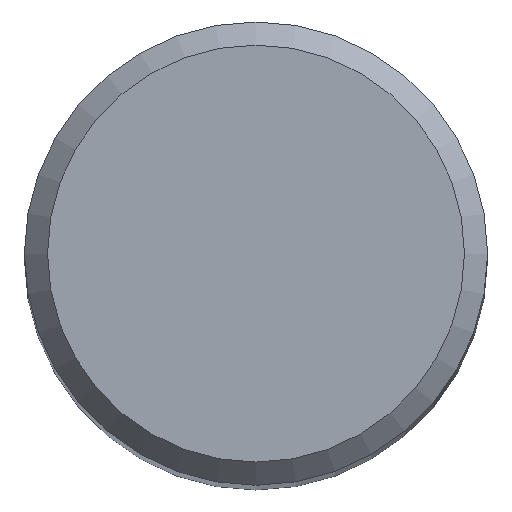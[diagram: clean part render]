
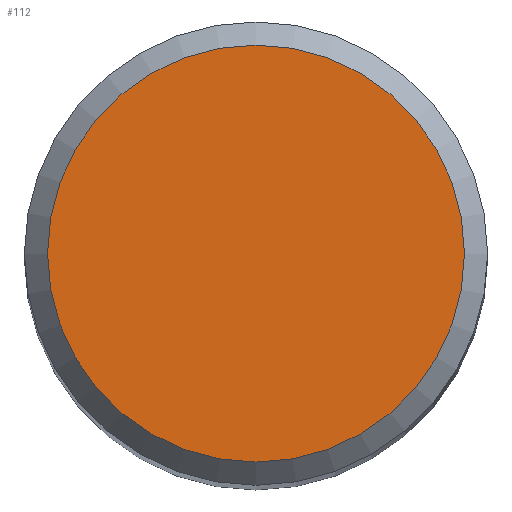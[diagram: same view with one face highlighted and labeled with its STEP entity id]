
A CAD part, top view. The second image highlights one B-rep face of the part: STEP entity #112.
In plain terms, the highlighted planar face has unit normal (0, 0, 1).
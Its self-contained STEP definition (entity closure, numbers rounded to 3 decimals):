
#46 = CARTESIAN_POINT ( 'NONE',  ( 0., 0., 63. ) ) ;
#66 = CARTESIAN_POINT ( 'NONE',  ( 0., 0., 63. ) ) ;
#77 = CIRCLE ( 'NONE', #135, 3.6 ) ;
#83 = VERTEX_POINT ( 'NONE', #180 ) ;
#84 = EDGE_LOOP ( 'NONE', ( #118 ) ) ;
#112 = ADVANCED_FACE ( 'NONE', ( #183 ), #200, .F. ) ;
#118 = ORIENTED_EDGE ( 'NONE', *, *, #147, .F. ) ;
#126 = DIRECTION ( 'NONE',  ( 0., 1., 0. ) ) ;
#135 = AXIS2_PLACEMENT_3D ( 'NONE', #46, #189, #126 ) ;
#143 = DIRECTION ( 'NONE',  ( 0., 0., -1. ) ) ;
#147 = EDGE_CURVE ( 'NONE', #83, #83, #77, .T. ) ;
#161 = AXIS2_PLACEMENT_3D ( 'NONE', #66, #143, #226 ) ;
#180 = CARTESIAN_POINT ( 'NONE',  ( 0., 3.6, 63. ) ) ;
#183 = FACE_OUTER_BOUND ( 'NONE', #84, .T. ) ;
#189 = DIRECTION ( 'NONE',  ( 0., 0., -1. ) ) ;
#200 = PLANE ( 'NONE',  #161 ) ;
#226 = DIRECTION ( 'NONE',  ( 0., 1., 0. ) ) ;
